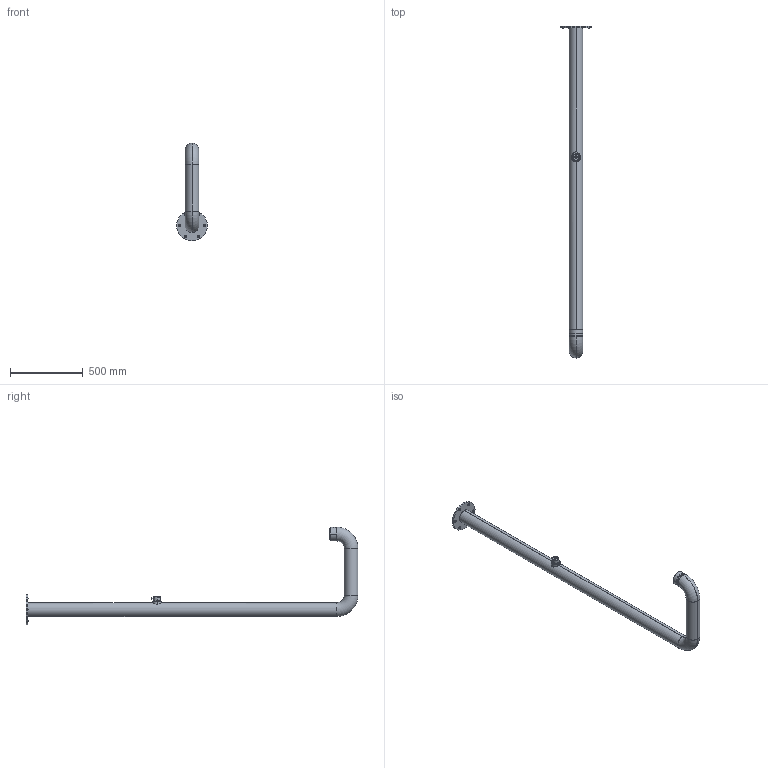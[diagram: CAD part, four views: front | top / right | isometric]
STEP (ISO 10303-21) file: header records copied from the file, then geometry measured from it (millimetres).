
FILE_DESCRIPTION (( 'STEP AP203' ), '1' );
FILE_NAME ('99ZP09567.STEP', '2024-01-19T08:58:37', ( '' ), ( '' ), 'SwSTEP 2.0', 'SolidWorks 2021', '' );
FILE_SCHEMA (( 'CONFIG_CONTROL_DESIGN' ));
Length unit declared in the file: millimetre
Products named in the file (1): 99ZP09567
Bounding box: 210 x 2284.5 x 672.5 mm (x, y, z)
Volume: 2490402.7 mm3; surface area: 1785810.8 mm2
Topology: 54 solids, 54 shells, 1805 faces, 3723 edges, 2175 vertices
Faces by surface type: bspline 806, cylinder 600, plane 263, cone 96, torus 28, sphere 12
Entity records: 64056 total; most frequent: CARTESIAN_POINT 29002, ORIENTED_EDGE 7446, DIRECTION 7214, EDGE_CURVE 3723, AXIS2_PLACEMENT_3D 3244, CIRCLE 2244, VERTEX_POINT 2175, EDGE_LOOP 2148
